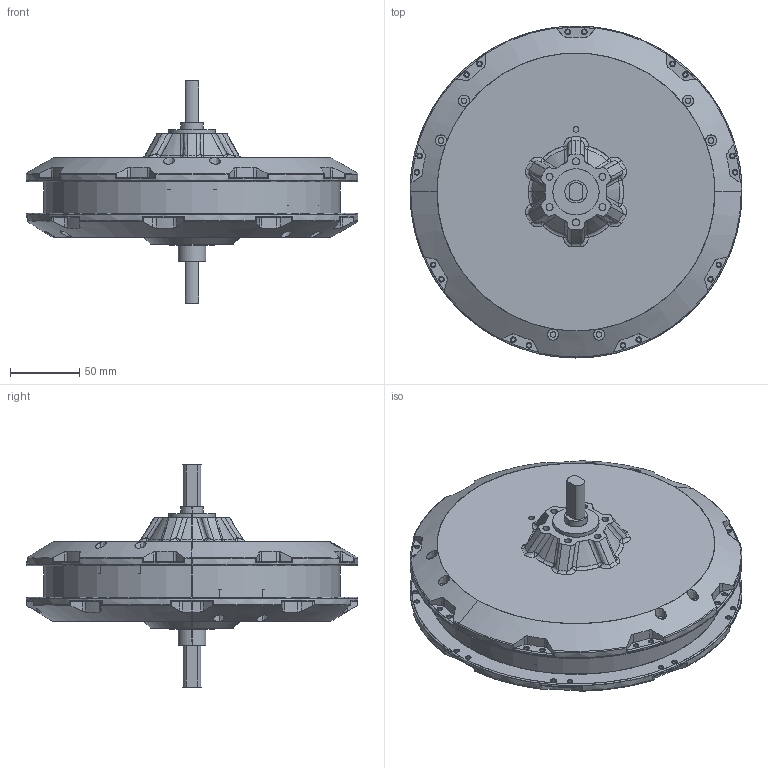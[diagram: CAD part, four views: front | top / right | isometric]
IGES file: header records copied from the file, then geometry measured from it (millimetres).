
Start section: SolidWorks IGES file using analytic representation for surfaces
Global section: file name: MH35_UFO_F.IGS; native system: SolidWorks 2014; preprocessor: SolidWorks 2014; author: grin; date: 181228.011647; units: millimetre
Bounding box: 239 x 239 x 160 mm (x, y, z)
Surface area: 149421 mm2 (no closed solid volume)
Topology: 0 solids, 0 shells, 621 faces, 9334 edges, 9308 vertices
Faces by surface type: revolution 429, bspline 192
